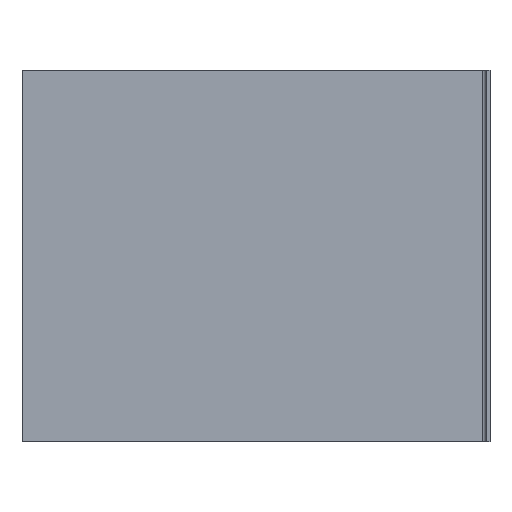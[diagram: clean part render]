
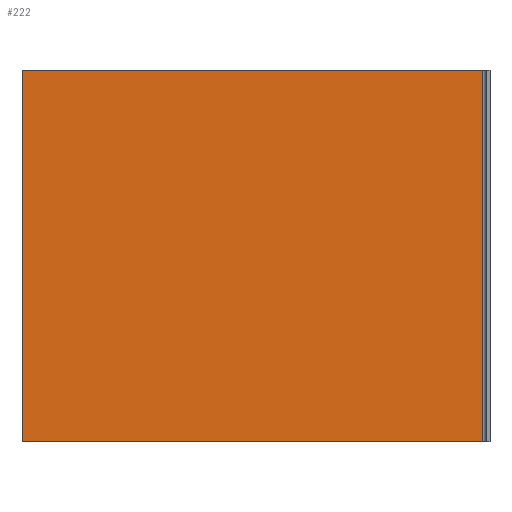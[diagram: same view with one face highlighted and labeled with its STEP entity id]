
A CAD part, front view. The second image highlights one B-rep face of the part: STEP entity #222.
In plain terms, the highlighted planar face has unit normal (0, -1, 0).
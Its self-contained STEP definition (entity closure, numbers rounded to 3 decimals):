
#26=PLANE('',#254);
#40=FACE_OUTER_BOUND('',#54,.T.);
#54=EDGE_LOOP('',(#203,#204,#205,#206));
#74=LINE('',#357,#98);
#77=LINE('',#364,#101);
#80=LINE('',#371,#104);
#82=LINE('',#374,#106);
#98=VECTOR('',#296,10.);
#101=VECTOR('',#303,10.);
#104=VECTOR('',#310,10.);
#106=VECTOR('',#314,10.);
#116=VERTEX_POINT('',#343);
#117=VERTEX_POINT('',#347);
#120=VERTEX_POINT('',#362);
#122=VERTEX_POINT('',#370);
#142=EDGE_CURVE('',#116,#117,#74,.T.);
#145=EDGE_CURVE('',#117,#120,#77,.T.);
#148=EDGE_CURVE('',#122,#116,#80,.T.);
#150=EDGE_CURVE('',#120,#122,#82,.T.);
#203=ORIENTED_EDGE('',*,*,#142,.T.);
#204=ORIENTED_EDGE('',*,*,#145,.T.);
#205=ORIENTED_EDGE('',*,*,#150,.T.);
#206=ORIENTED_EDGE('',*,*,#148,.T.);
#222=ADVANCED_FACE('',(#40),#26,.T.);
#254=AXIS2_PLACEMENT_3D('',#375,#315,#316);
#296=DIRECTION('',(0.,0.,1.));
#303=DIRECTION('',(-1.,0.,0.));
#310=DIRECTION('',(1.,0.,0.));
#314=DIRECTION('',(0.,0.,-1.));
#315=DIRECTION('center_axis',(0.,-1.,0.));
#316=DIRECTION('ref_axis',(0.,0.,-1.));
#343=CARTESIAN_POINT('',(50.493,-57.918,-149.739));
#347=CARTESIAN_POINT('',(50.493,-57.918,2.661));
#357=CARTESIAN_POINT('',(50.493,-57.918,-111.639));
#362=CARTESIAN_POINT('',(-138.331,-57.918,2.661));
#364=CARTESIAN_POINT('',(-138.331,-57.918,2.661));
#370=CARTESIAN_POINT('',(-138.331,-57.918,-149.739));
#371=CARTESIAN_POINT('',(53.669,-57.918,-149.739));
#374=CARTESIAN_POINT('',(-138.331,-57.918,-149.739));
#375=CARTESIAN_POINT('Origin',(-42.331,-57.918,-73.539));
